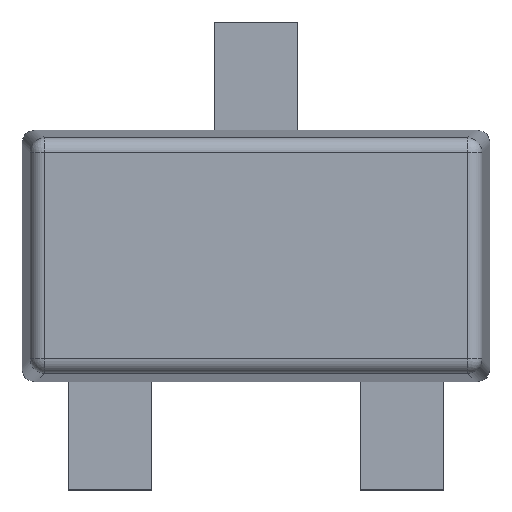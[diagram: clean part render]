
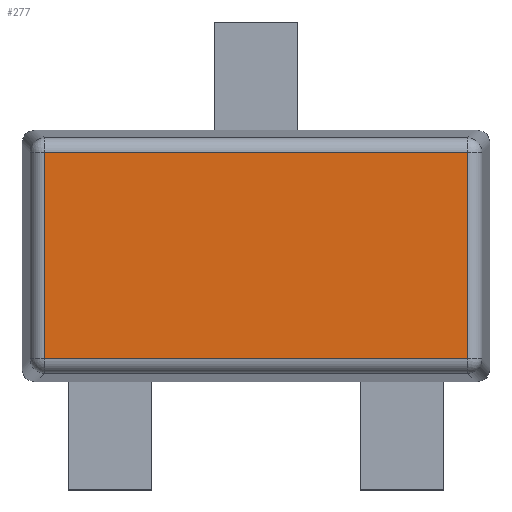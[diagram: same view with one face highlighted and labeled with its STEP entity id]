
A CAD part, top view. The second image highlights one B-rep face of the part: STEP entity #277.
In plain terms, the highlighted planar face has unit normal (0, 0, 1).
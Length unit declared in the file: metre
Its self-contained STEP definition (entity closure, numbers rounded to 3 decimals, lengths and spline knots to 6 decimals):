
#183 = EDGE_CURVE( '', #476, #440, #477, .T. );
#235 = EDGE_CURVE( '', #534, #564, #565, .T. );
#277 = ADVANCED_FACE( '', ( #621 ), #622, .T. );
#363 = EDGE_CURVE( '', #440, #534, #725, .T. );
#369 = EDGE_CURVE( '', #564, #476, #731, .T. );
#440 = VERTEX_POINT( '', #803 );
#476 = VERTEX_POINT( '', #852 );
#477 = LINE( '', #853, #854 );
#534 = VERTEX_POINT( '', #927 );
#564 = VERTEX_POINT( '', #970 );
#565 = LINE( '', #971, #972 );
#621 = FACE_OUTER_BOUND( '', #1044, .T. );
#622 = PLANE( '', #1045 );
#725 = LINE( '', #1204, #1205 );
#731 = LINE( '', #1215, #1216 );
#803 = CARTESIAN_POINT( '', ( -0.000723, 0.000353, 0.00075 ) );
#852 = CARTESIAN_POINT( '', ( -0.000723, -0.000353, 0.00075 ) );
#853 = CARTESIAN_POINT( '', ( -0.000723, 0.000108, 0.00075 ) );
#854 = VECTOR( '', #1323, 1. );
#927 = CARTESIAN_POINT( '', ( 0.000723, 0.000353, 0.00075 ) );
#970 = CARTESIAN_POINT( '', ( 0.000723, -0.000353, 0.00075 ) );
#971 = CARTESIAN_POINT( '', ( 0.000723, -0.000108, 0.00075 ) );
#972 = VECTOR( '', #1421, 1. );
#1044 = EDGE_LOOP( '', ( #1524, #1525, #1526, #1527 ) );
#1045 = AXIS2_PLACEMENT_3D( '', #1528, #1529, #1530 );
#1204 = CARTESIAN_POINT( '', ( 0.0002, 0.000353, 0.00075 ) );
#1205 = VECTOR( '', #1666, 1. );
#1215 = CARTESIAN_POINT( '', ( -0.0002, -0.000353, 0.00075 ) );
#1216 = VECTOR( '', #1671, 1. );
#1323 = DIRECTION( '', ( 0., 1., 0. ) );
#1421 = DIRECTION( '', ( 0., -1., 0. ) );
#1524 = ORIENTED_EDGE( '', *, *, #363, .F. );
#1525 = ORIENTED_EDGE( '', *, *, #183, .F. );
#1526 = ORIENTED_EDGE( '', *, *, #369, .F. );
#1527 = ORIENTED_EDGE( '', *, *, #235, .F. );
#1528 = CARTESIAN_POINT( '', ( 0., 0., 0.00075 ) );
#1529 = DIRECTION( '', ( 0., 0., 1. ) );
#1530 = DIRECTION( '', ( 1., 0., 0. ) );
#1666 = DIRECTION( '', ( 1., 0., 0. ) );
#1671 = DIRECTION( '', ( -1., 0., 0. ) );
